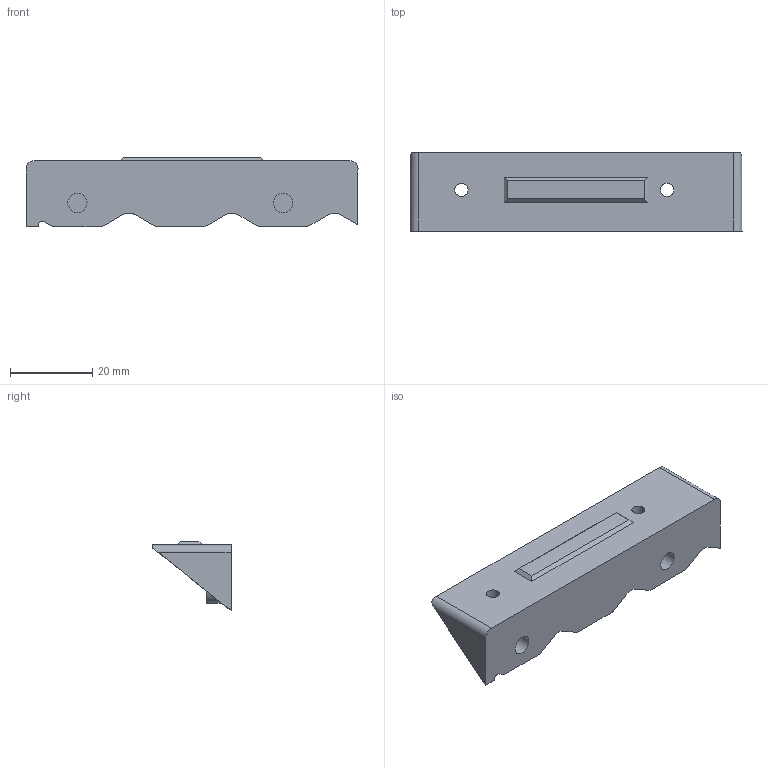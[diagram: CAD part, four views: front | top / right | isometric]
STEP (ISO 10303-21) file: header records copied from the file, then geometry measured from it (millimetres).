
FILE_DESCRIPTION(/* description */ (''),/* implementation_level */ '2;1');
FILE_NAME(/* name */ 'right_bracket_skirt_300mm.step.step',/* time_stamp */ '2024-07-29T22:24:00-05:00',/* author */ (''),/* organization */ (''),/* preprocessor_version */ 'ST-DEVELOPER v20',/* originating_system */ 'Autodesk Translation Framework v13.14.0.145',/* authorisation */ '');
FILE_SCHEMA (('AUTOMOTIVE_DESIGN { 1 0 10303 214 3 1 1 }'));
Length unit declared in the file: millimetre
Products named in the file (5): thicc_boi_v2.4r2_front_skirts; Front; trident_style_skirts; front_v2; right_300mm
Assembly tree (4 placements, depth 4):
  thicc_boi_v2.4r2_front_skirts
    Front
    trident_style_skirts
      front_v2
        right_300mm
Bounding box: 80.7 x 19 x 16.8 mm (x, y, z)
Volume: 12460.4 mm3; surface area: 5428.5 mm2
Topology: 1 solids, 1 shells, 40 faces, 94 edges, 63 vertices
Faces by surface type: plane 25, cylinder 10, bspline 5
Full cylindrical faces by diameter (mm): 3.2 x2, 4.7 x2, 6 x2
Entity records: 1680 total; most frequent: CARTESIAN_POINT 651, DIRECTION 193, ORIENTED_EDGE 188, EDGE_CURVE 94, AXIS2_PLACEMENT_3D 66, VERTEX_POINT 63, LINE 61, VECTOR 61
